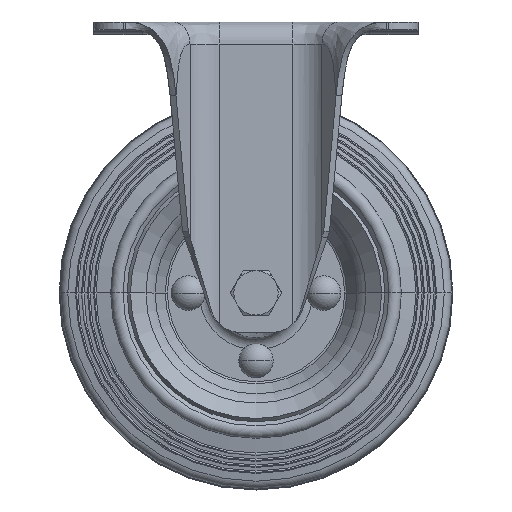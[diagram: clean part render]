
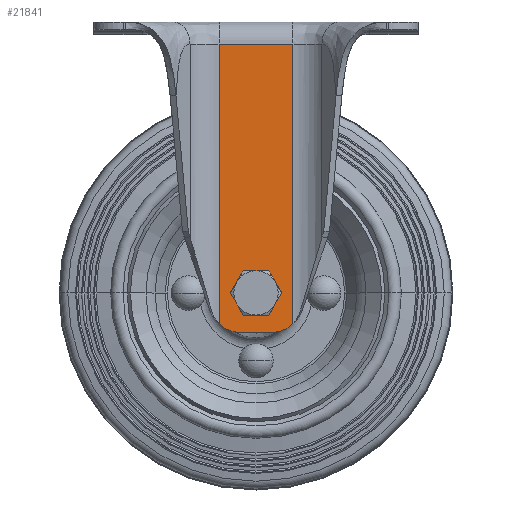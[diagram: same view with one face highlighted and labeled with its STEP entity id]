
A CAD part, top view. The second image highlights one B-rep face of the part: STEP entity #21841.
In plain terms, the highlighted planar face has unit normal (0, 0, 1).
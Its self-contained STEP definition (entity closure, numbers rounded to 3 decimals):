
#299 = VERTEX_POINT ( 'NONE', #19233 ) ;
#462 = DIRECTION ( 'NONE',  ( 0., 0., 1. ) ) ;
#1248 = CARTESIAN_POINT ( 'NONE',  ( -6.5, -126., 34. ) ) ;
#1564 = DIRECTION ( 'NONE',  ( 0., 0., 1. ) ) ;
#1677 = DIRECTION ( 'NONE',  ( 0., 0., -1. ) ) ;
#1769 = CARTESIAN_POINT ( 'NONE',  ( 0., -110., 34. ) ) ;
#2494 = CIRCLE ( 'NONE', #7578, 6.05 ) ;
#4052 = DIRECTION ( 'NONE',  ( 0., -1., 0. ) ) ;
#4059 = ORIENTED_EDGE ( 'NONE', *, *, #8546, .F. ) ;
#4578 = DIRECTION ( 'NONE',  ( 0., 0., -1. ) ) ;
#4796 = LINE ( 'NONE', #5374, #8713 ) ;
#5058 = CIRCLE ( 'NONE', #5715, 6.05 ) ;
#5374 = CARTESIAN_POINT ( 'NONE',  ( 15., -126., 34. ) ) ;
#5697 = CARTESIAN_POINT ( 'NONE',  ( 15., 0., 34. ) ) ;
#5715 = AXIS2_PLACEMENT_3D ( 'NONE', #27584, #462, #25175 ) ;
#6013 = AXIS2_PLACEMENT_3D ( 'NONE', #16387, #1677, #4052 ) ;
#6226 = VERTEX_POINT ( 'NONE', #1248 ) ;
#6233 = EDGE_LOOP ( 'NONE', ( #34333, #38563, #12746, #29310, #19675, #16300 ) ) ;
#7259 = EDGE_LOOP ( 'NONE', ( #39070, #4059 ) ) ;
#7578 = AXIS2_PLACEMENT_3D ( 'NONE', #1769, #1564, #16483 ) ;
#8331 = EDGE_CURVE ( 'NONE', #34356, #12352, #38811, .T. ) ;
#8477 = DIRECTION ( 'NONE',  ( 0., 1., 0. ) ) ;
#8546 = EDGE_CURVE ( 'NONE', #18454, #18055, #5058, .T. ) ;
#8651 = AXIS2_PLACEMENT_3D ( 'NONE', #16512, #4578, #22116 ) ;
#8677 = LINE ( 'NONE', #39184, #33036 ) ;
#8713 = VECTOR ( 'NONE', #14150, 1000. ) ;
#9917 = AXIS2_PLACEMENT_3D ( 'NONE', #37149, #27601, #34361 ) ;
#10906 = EDGE_CURVE ( 'NONE', #299, #6226, #4796, .T. ) ;
#11978 = CARTESIAN_POINT ( 'NONE',  ( 74.112, -9., 34. ) ) ;
#12352 = VERTEX_POINT ( 'NONE', #33014 ) ;
#12362 = CARTESIAN_POINT ( 'NONE',  ( 15., -122.471, 34. ) ) ;
#12468 = CARTESIAN_POINT ( 'NONE',  ( 6.05, -110., 34. ) ) ;
#12746 = ORIENTED_EDGE ( 'NONE', *, *, #10906, .F. ) ;
#14150 = DIRECTION ( 'NONE',  ( -1., 0., 0. ) ) ;
#14908 = CIRCLE ( 'NONE', #6013, 12. ) ;
#15389 = PLANE ( 'NONE',  #9917 ) ;
#15980 = FACE_OUTER_BOUND ( 'NONE', #6233, .T. ) ;
#16300 = ORIENTED_EDGE ( 'NONE', *, *, #34221, .F. ) ;
#16387 = CARTESIAN_POINT ( 'NONE',  ( 6.5, -114., 34. ) ) ;
#16437 = EDGE_CURVE ( 'NONE', #34356, #299, #14908, .T. ) ;
#16483 = DIRECTION ( 'NONE',  ( -1., 0., 0. ) ) ;
#16512 = CARTESIAN_POINT ( 'NONE',  ( -6.5, -114., 34. ) ) ;
#18055 = VERTEX_POINT ( 'NONE', #23211 ) ;
#18358 = FACE_BOUND ( 'NONE', #7259, .T. ) ;
#18454 = VERTEX_POINT ( 'NONE', #12468 ) ;
#18512 = CARTESIAN_POINT ( 'NONE',  ( -15., -122.471, 34. ) ) ;
#19233 = CARTESIAN_POINT ( 'NONE',  ( 6.5, -126., 34. ) ) ;
#19675 = ORIENTED_EDGE ( 'NONE', *, *, #8331, .T. ) ;
#21395 = EDGE_CURVE ( 'NONE', #18055, #18454, #2494, .T. ) ;
#21841 = ADVANCED_FACE ( 'NONE', ( #18358, #15980 ), #15389, .F. ) ;
#22116 = DIRECTION ( 'NONE',  ( 0., -1., 0. ) ) ;
#23211 = CARTESIAN_POINT ( 'NONE',  ( -6.05, -110., 34. ) ) ;
#23808 = DIRECTION ( 'NONE',  ( 0., 1., 0. ) ) ;
#23870 = CARTESIAN_POINT ( 'NONE',  ( -15., -9., 34. ) ) ;
#24139 = DIRECTION ( 'NONE',  ( 1., 0., 0. ) ) ;
#25175 = DIRECTION ( 'NONE',  ( -1., 0., 0. ) ) ;
#27584 = CARTESIAN_POINT ( 'NONE',  ( 0., -110., 34. ) ) ;
#27601 = DIRECTION ( 'NONE',  ( 0., 0., -1. ) ) ;
#29046 = VERTEX_POINT ( 'NONE', #23870 ) ;
#29310 = ORIENTED_EDGE ( 'NONE', *, *, #16437, .F. ) ;
#29920 = EDGE_CURVE ( 'NONE', #35359, #29046, #8677, .T. ) ;
#31593 = VECTOR ( 'NONE', #24139, 1000. ) ;
#33014 = CARTESIAN_POINT ( 'NONE',  ( 15., -9., 34. ) ) ;
#33036 = VECTOR ( 'NONE', #23808, 1000. ) ;
#34221 = EDGE_CURVE ( 'NONE', #29046, #12352, #36485, .T. ) ;
#34333 = ORIENTED_EDGE ( 'NONE', *, *, #29920, .F. ) ;
#34356 = VERTEX_POINT ( 'NONE', #12362 ) ;
#34361 = DIRECTION ( 'NONE',  ( -1., 0., 0. ) ) ;
#34366 = EDGE_CURVE ( 'NONE', #6226, #35359, #34742, .T. ) ;
#34742 = CIRCLE ( 'NONE', #8651, 12. ) ;
#34971 = VECTOR ( 'NONE', #8477, 1000. ) ;
#35359 = VERTEX_POINT ( 'NONE', #18512 ) ;
#36485 = LINE ( 'NONE', #11978, #31593 ) ;
#37149 = CARTESIAN_POINT ( 'NONE',  ( 15., 0., 34. ) ) ;
#38563 = ORIENTED_EDGE ( 'NONE', *, *, #34366, .F. ) ;
#38811 = LINE ( 'NONE', #5697, #34971 ) ;
#39070 = ORIENTED_EDGE ( 'NONE', *, *, #21395, .F. ) ;
#39184 = CARTESIAN_POINT ( 'NONE',  ( -15., 0., 34. ) ) ;
